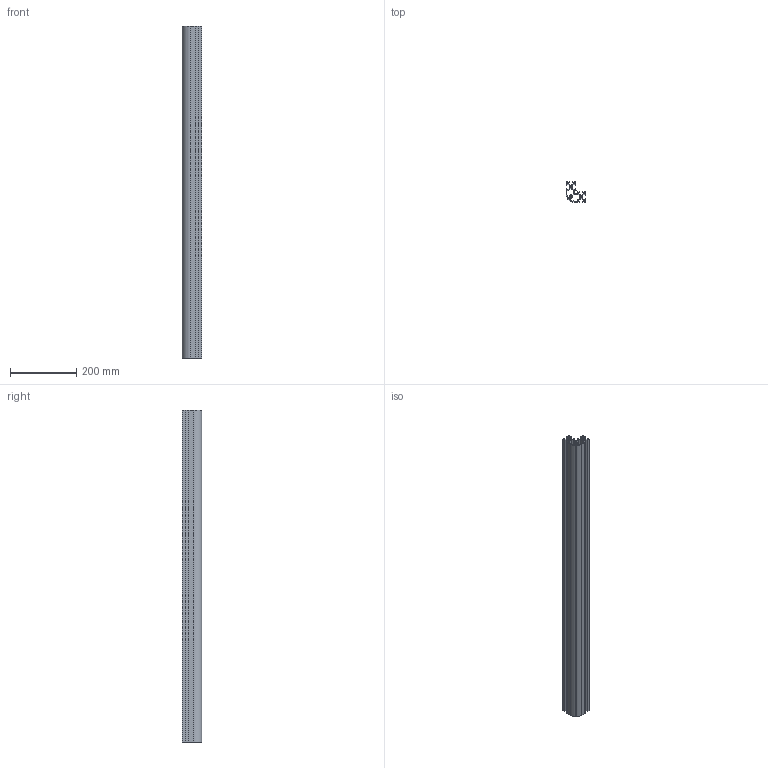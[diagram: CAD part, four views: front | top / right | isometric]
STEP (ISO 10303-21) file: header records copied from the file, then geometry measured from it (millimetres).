
FILE_DESCRIPTION (( 'STEP AP203' ), '1' );
FILE_NAME ('ALF-6630-8R.step', '2024-08-07T10:27:01', ( '' ), ( '' ), 'SwSTEP 2.0', 'SolidWorks 2022', '' );
FILE_SCHEMA (( 'CONFIG_CONTROL_DESIGN' ));
Length unit declared in the file: millimetre
Products named in the file (1): ALF-6630-8R
Bounding box: 60 x 60 x 1000 mm (x, y, z)
Volume: 749284.3 mm3; surface area: 713809.7 mm2
Topology: 1 solids, 1 shells, 222 faces, 660 edges, 440 vertices
Faces by surface type: plane 122, cylinder 100
Entity records: 7593 total; most frequent: CARTESIAN_POINT 1323, ORIENTED_EDGE 1320, DIRECTION 1306, EDGE_CURVE 660, LINE 460, VECTOR 460, VERTEX_POINT 440, AXIS2_PLACEMENT_3D 423
